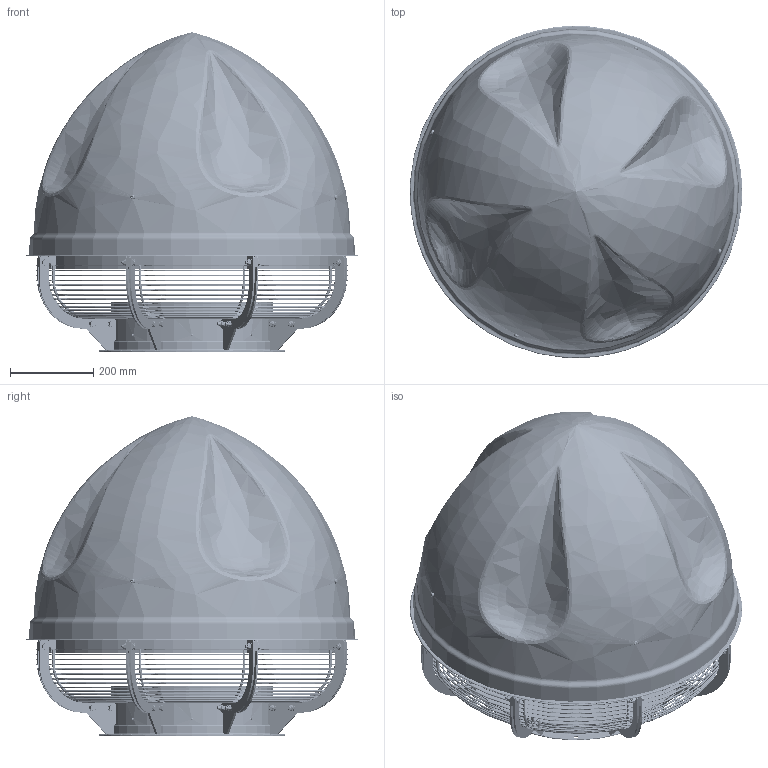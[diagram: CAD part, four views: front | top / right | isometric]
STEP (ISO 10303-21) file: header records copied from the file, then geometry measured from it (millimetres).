
FILE_DESCRIPTION(/* description */ ('813W41; 813W42; 813W43 SMART-400/1500; 1000; 750-SN','CAx-IF Rec.Pracs.---Representation and Presentation of Product Manufacturing Information (PMI)---4.0---2014-10-13'),/* implementation_level */ '2;1');
FILE_NAME(/* name */ '813W41; 813W42; 813W43 SMART-400_1500; 1000; 750-SN\813W41; 813W42; 813W43 SMART-400_1500; 1000; 750-SN.stp',/* time_stamp */ '2022-05-12T09:07:58+02:00',/* author */ ('b.kitowicz'),/* organization */ ('KLIMAWENT S.A.'),/* preprocessor_version */ 'ST-DEVELOPER v18.1',/* originating_system */ 'Autodesk Inventor 2021',/* authorisation */ '');
FILE_SCHEMA (('AP242_MANAGED_MODEL_BASED_3D_ENGINEERING_MIM_LF { 1 0 10303 442 1 1 4 }'));
Length unit declared in the file: millimetre
Bounding box: 799.24 x 799.24 x 769.78 mm (x, y, z)
Volume: 8923305.7 mm3; surface area: 5662699.1 mm2
Topology: 31 solids, 31 shells, 4003 faces, 10958 edges, 7148 vertices
Faces by surface type: plane 2309, cylinder 814, cone 570, torus 226, bspline 60, sphere 24
Full cylindrical faces by diameter (mm): 3 x26, 3.5 x16, 5 x5, 5.8 x4, 6 x40, 6.4 x4, 8 x59, 8.376 x4, 8.4 x16, 8.5 x8, 9 x16, 9.2 x4, 10 x12, 10.5 x4, 11 x4, 11.63 x80, 12.2 x4, 13 x3, 14 x4, 14.5 x4, 15 x4, 16 x67, 19.64 x4, 22.6 x1, 24.2 x2, 25 x2, 28 x1, 30 x3, 38 x1, 52 x1
Entity records: 156588 total; most frequent: CARTESIAN_POINT 52368, ORIENTED_EDGE 21960, DIRECTION 19654, EDGE_CURVE 10980, VERTEX_POINT 7189, AXIS2_PLACEMENT_3D 7057, LINE 5540, VECTOR 5540
